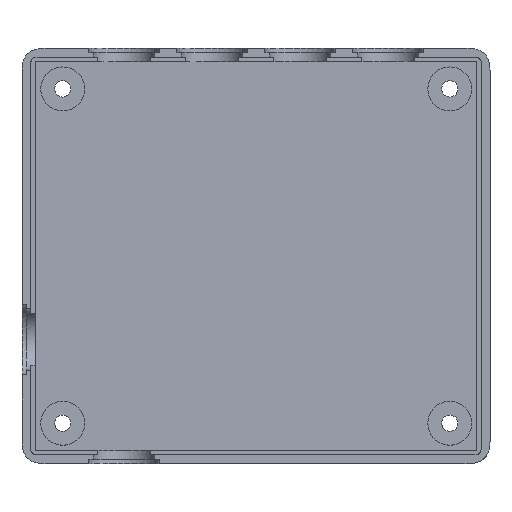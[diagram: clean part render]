
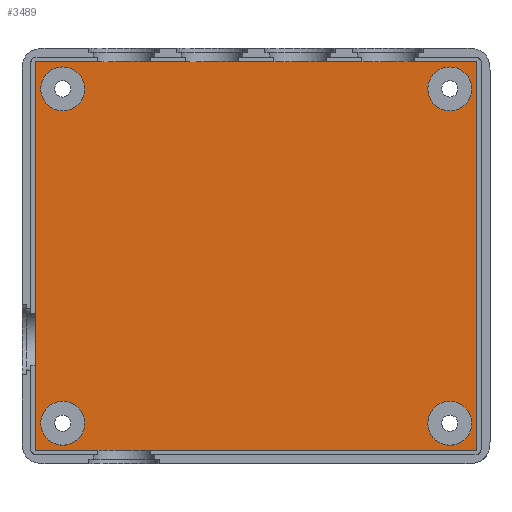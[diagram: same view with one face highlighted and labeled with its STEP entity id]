
A CAD part, top view. The second image highlights one B-rep face of the part: STEP entity #3489.
In plain terms, the highlighted planar face has unit normal (0, 0, 1).
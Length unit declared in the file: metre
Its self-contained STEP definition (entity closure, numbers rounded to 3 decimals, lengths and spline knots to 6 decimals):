
#102=CIRCLE('',#3741,0.005);
#103=CIRCLE('',#3742,0.005);
#104=CIRCLE('',#3743,0.005);
#105=CIRCLE('',#3744,0.005);
#535=ORIENTED_EDGE('',*,*,#1474,.F.);
#536=ORIENTED_EDGE('',*,*,#1475,.F.);
#537=ORIENTED_EDGE('',*,*,#1476,.F.);
#538=ORIENTED_EDGE('',*,*,#1477,.F.);
#539=ORIENTED_EDGE('',*,*,#1430,.F.);
#540=ORIENTED_EDGE('',*,*,#1478,.T.);
#541=ORIENTED_EDGE('',*,*,#1379,.T.);
#542=ORIENTED_EDGE('',*,*,#1405,.F.);
#1379=EDGE_CURVE('',#1872,#1871,#2205,.T.);
#1405=EDGE_CURVE('',#1890,#1871,#2223,.T.);
#1430=EDGE_CURVE('',#1911,#1890,#2235,.T.);
#1474=EDGE_CURVE('',#1938,#1938,#102,.T.);
#1475=EDGE_CURVE('',#1939,#1939,#103,.T.);
#1476=EDGE_CURVE('',#1940,#1940,#104,.T.);
#1477=EDGE_CURVE('',#1941,#1941,#105,.T.);
#1478=EDGE_CURVE('',#1911,#1872,#2255,.T.);
#1871=VERTEX_POINT('',#5349);
#1872=VERTEX_POINT('',#5351);
#1890=VERTEX_POINT('',#5429);
#1911=VERTEX_POINT('',#5481);
#1938=VERTEX_POINT('',#5623);
#1939=VERTEX_POINT('',#5625);
#1940=VERTEX_POINT('',#5627);
#1941=VERTEX_POINT('',#5629);
#2205=LINE('',#5350,#2610);
#2223=LINE('',#5430,#2628);
#2235=LINE('',#5482,#2640);
#2255=LINE('',#5630,#2660);
#2610=VECTOR('',#4154,1.);
#2628=VECTOR('',#4190,1.);
#2640=VECTOR('',#4232,1.);
#2660=VECTOR('',#4300,1.);
#2906=EDGE_LOOP('',(#535));
#2907=EDGE_LOOP('',(#536));
#2908=EDGE_LOOP('',(#537));
#2909=EDGE_LOOP('',(#538));
#2910=EDGE_LOOP('',(#539,#540,#541,#542));
#3129=FACE_BOUND('',#2906,.T.);
#3130=FACE_BOUND('',#2907,.T.);
#3131=FACE_BOUND('',#2908,.T.);
#3132=FACE_BOUND('',#2909,.T.);
#3133=FACE_BOUND('',#2910,.T.);
#3335=PLANE('',#3740);
#3489=ADVANCED_FACE('',(#3129,#3130,#3131,#3132,#3133),#3335,.T.);
#3740=AXIS2_PLACEMENT_3D('',#5621,#4290,#4291);
#3741=AXIS2_PLACEMENT_3D('',#5622,#4292,#4293);
#3742=AXIS2_PLACEMENT_3D('',#5624,#4294,#4295);
#3743=AXIS2_PLACEMENT_3D('',#5626,#4296,#4297);
#3744=AXIS2_PLACEMENT_3D('',#5628,#4298,#4299);
#4154=DIRECTION('',(-1.,0.,0.));
#4190=DIRECTION('',(0.,1.,0.));
#4232=DIRECTION('',(-1.,0.,0.));
#4290=DIRECTION('',(0.,0.,1.));
#4291=DIRECTION('',(1.,0.,0.));
#4292=DIRECTION('',(0.,0.,1.));
#4293=DIRECTION('',(1.,0.,0.));
#4294=DIRECTION('',(0.,0.,1.));
#4295=DIRECTION('',(1.,0.,0.));
#4296=DIRECTION('',(0.,0.,1.));
#4297=DIRECTION('',(1.,0.,0.));
#4298=DIRECTION('',(0.,0.,1.));
#4299=DIRECTION('',(1.,0.,0.));
#4300=DIRECTION('',(0.,1.,0.));
#5349=CARTESIAN_POINT('',(0.0598,-0.0598,-0.003));
#5350=CARTESIAN_POINT('',(0.11,-0.0598,-0.003));
#5351=CARTESIAN_POINT('',(0.1602,-0.0598,-0.003));
#5429=CARTESIAN_POINT('',(0.0598,-0.1482,-0.003));
#5430=CARTESIAN_POINT('',(0.0598,-0.104,-0.003));
#5481=CARTESIAN_POINT('',(0.1602,-0.1482,-0.003));
#5482=CARTESIAN_POINT('',(0.11,-0.1482,-0.003));
#5621=CARTESIAN_POINT('',(0.11,-0.104,-0.003));
#5622=CARTESIAN_POINT('',(0.066064,-0.066014,-0.003));
#5623=CARTESIAN_POINT('',(0.071064,-0.066014,-0.003));
#5624=CARTESIAN_POINT('',(0.066064,-0.142014,-0.003));
#5625=CARTESIAN_POINT('',(0.071064,-0.142014,-0.003));
#5626=CARTESIAN_POINT('',(0.154064,-0.142014,-0.003));
#5627=CARTESIAN_POINT('',(0.159064,-0.142014,-0.003));
#5628=CARTESIAN_POINT('',(0.154064,-0.066014,-0.003));
#5629=CARTESIAN_POINT('',(0.159064,-0.066014,-0.003));
#5630=CARTESIAN_POINT('',(0.1602,-0.104,-0.003));
